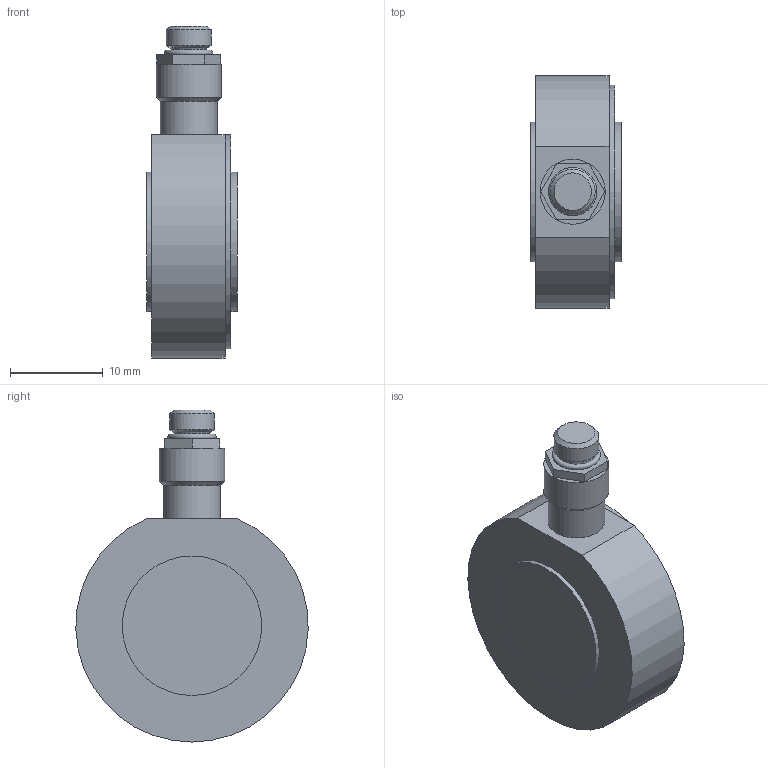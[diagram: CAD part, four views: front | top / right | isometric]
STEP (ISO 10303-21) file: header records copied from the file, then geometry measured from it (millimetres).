
FILE_DESCRIPTION( ( 'Unknown' ), '1' );
FILE_NAME( 'DLPP_4MO.stp', 'Unknown', ( 'Unknown' ), ( 'Unknown' ), 'PSStep 19.0.9', 'Unknown', ' ' );
FILE_SCHEMA( ( 'AUTOMOTIVE_DESIGN { 1 0 10303 214 1 1 1 1 }' ) );
Length unit declared in the file: millimetre
Products named in the file (1): 134301
Bounding box: 9.7 x 24.99 x 35.7 mm (x, y, z)
Volume: 4565.6 mm3; surface area: 1995.6 mm2
Topology: 1 solids, 1 shells, 33 faces, 68 edges, 43 vertices
Faces by surface type: plane 16, cylinder 9, torus 5, cone 3
Full cylindrical faces by diameter (mm): 3.8 x1, 4.826 x1, 6.1 x1, 7 x1, 15 x2, 19 x1, 23 x1
Entity records: 1029 total; most frequent: DIRECTION 139, CARTESIAN_POINT 120, ORIENTED_EDGE 94, AXIS2_PLACEMENT_3D 58, EDGE_LOOP 55, EDGE_CURVE 47, FACE_OUTER_BOUND 46, VERTEX_POINT 39
